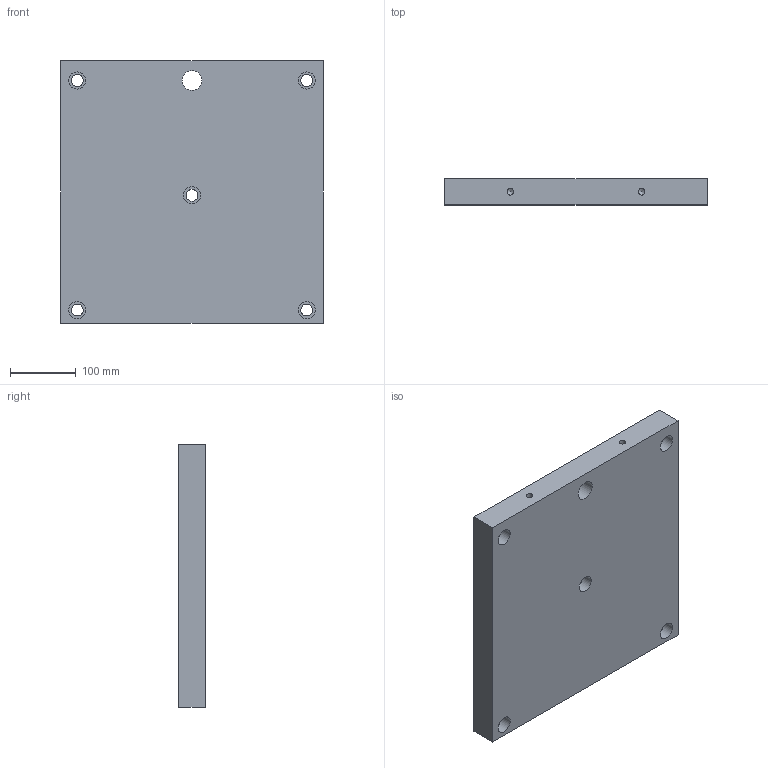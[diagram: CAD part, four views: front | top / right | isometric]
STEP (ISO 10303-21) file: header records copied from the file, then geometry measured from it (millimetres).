
FILE_DESCRIPTION( ( 'Unknown' ), '1' );
FILE_NAME( 'BP14-40400-0400.stp', 'Unknown', ( 'S.C.H' ), ( 'Unknown' ), 'XStep 1.0', 'Unknown', ' ' );
FILE_SCHEMA( ( 'CONFIG_CONTROL_DESIGN' ) );
Length unit declared in the file: millimetre
Products named in the file (1): 1
Bounding box: 400 x 40 x 400 mm (x, y, z)
Volume: 6292468.6 mm3; surface area: 398934.5 mm2
Topology: 1 solids, 1 shells, 26 faces, 63 edges, 44 vertices
Faces by surface type: cylinder 13, plane 11, cone 2
Full cylindrical faces by diameter (mm): 10.106 x2, 18 x5, 26 x5, 30 x1
Entity records: 692 total; most frequent: DIRECTION 118, CARTESIAN_POINT 101, ORIENTED_EDGE 76, EDGE_LOOP 58, AXIS2_PLACEMENT_3D 53, FACE_OUTER_BOUND 39, EDGE_CURVE 38, VERTEX_POINT 36
